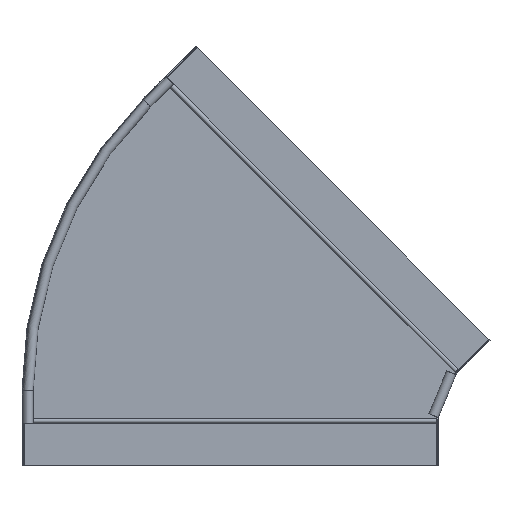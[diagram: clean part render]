
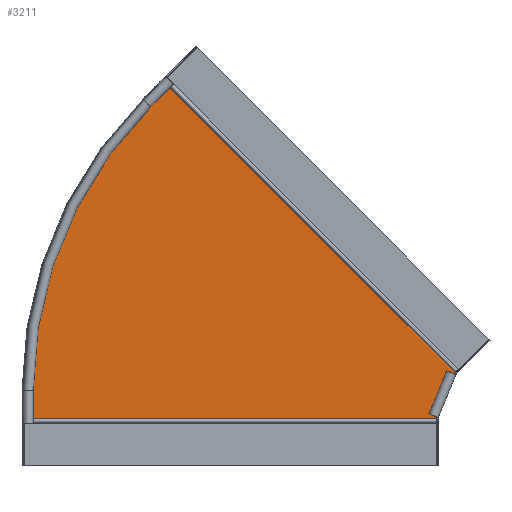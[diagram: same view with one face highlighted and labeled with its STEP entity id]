
A CAD part, top view. The second image highlights one B-rep face of the part: STEP entity #3211.
In plain terms, the highlighted planar face has unit normal (0, 0, 1).
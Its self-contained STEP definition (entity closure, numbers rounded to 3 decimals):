
#2565=DIRECTION('',(0.,-1.,0.));
#2566=VECTOR('',#2565,1.157);
#2567=CARTESIAN_POINT('',(0.,58.485,0.));
#2568=LINE('',#2567,#2566);
#2711=DIRECTION('',(0.383,0.924,0.));
#2712=VECTOR('',#2711,57.822);
#2713=CARTESIAN_POINT('',(0.,58.485,0.));
#2714=LINE('',#2713,#2712);
#2715=CARTESIAN_POINT('',(-1.501,90.4,0.));
#2716=DIRECTION('',(0.,0.,1.));
#2717=DIRECTION('',(-0.707,0.707,0.));
#2718=AXIS2_PLACEMENT_3D('',#2715,#2716,#2717);
#2720=DIRECTION('',(-0.707,-0.707,0.));
#2721=VECTOR('',#2720,33.072);
#2722=CARTESIAN_POINT('',(-329.547,465.217,
0.));
#2723=LINE('',#2722,#2721);
#2724=DIRECTION('',(-0.707,0.707,0.));
#2725=VECTOR('',#2724,498.5);
#2726=CARTESIAN_POINT('',(22.946,112.724,
0.));
#2727=LINE('',#2726,#2725);
#2728=DIRECTION('',(0.707,0.707,0.));
#2729=VECTOR('',#2728,1.157);
#2730=CARTESIAN_POINT('',(22.128,111.906,0.));
#2731=LINE('',#2730,#2729);
#2732=DIRECTION('',(-1.,0.,0.));
#2733=VECTOR('',#2732,498.5);
#2734=CARTESIAN_POINT('',(0.,57.328,0.));
#2735=LINE('',#2734,#2733);
#2763=DIRECTION('',(0.,1.,0.));
#2764=VECTOR('',#2763,33.072);
#2765=CARTESIAN_POINT('',(-498.5,57.328,0.));
#2766=LINE('',#2765,#2764);
#2857=CARTESIAN_POINT('',(22.946,112.724,
0.));
#2859=VERTEX_POINT('',#2857);
#2882=CARTESIAN_POINT('',(22.128,111.906,0.));
#2883=VERTEX_POINT('',#2882);
#2884=CARTESIAN_POINT('',(0.,58.485,0.));
#2885=VERTEX_POINT('',#2884);
#2886=CARTESIAN_POINT('',(-329.547,465.217,
0.));
#2887=CARTESIAN_POINT('',(-352.932,441.832,0.));
#2888=VERTEX_POINT('',#2886);
#2889=VERTEX_POINT('',#2887);
#2890=CARTESIAN_POINT('',(-498.5,90.4,0.));
#2891=VERTEX_POINT('',#2890);
#2892=CARTESIAN_POINT('',(-498.5,57.328,0.));
#2893=VERTEX_POINT('',#2892);
#2894=CARTESIAN_POINT('',(0.,57.328,0.));
#2895=VERTEX_POINT('',#2894);
#3192=CARTESIAN_POINT('',(-1.501,90.4,0.));
#3193=DIRECTION('',(0.,0.,-1.));
#3194=DIRECTION('',(-1.,0.,0.));
#3195=AXIS2_PLACEMENT_3D('',#3192,#3193,#3194);
#3196=PLANE('',#3195);
#3197=ORIENTED_EDGE('',*,*,#2959,.F.);
#3198=ORIENTED_EDGE('',*,*,#2981,.T.);
#3200=ORIENTED_EDGE('',*,*,#3199,.T.);
#3202=ORIENTED_EDGE('',*,*,#3201,.T.);
#3204=ORIENTED_EDGE('',*,*,#3203,.F.);
#3206=ORIENTED_EDGE('',*,*,#3205,.F.);
#3207=ORIENTED_EDGE('',*,*,#3184,.F.);
#3208=ORIENTED_EDGE('',*,*,#3124,.F.);
#3209=EDGE_LOOP('',(#3197,#3198,#3200,#3202,#3204,#3206,#3207,#3208));
#3210=FACE_OUTER_BOUND('',#3209,.F.);
#3211=ADVANCED_FACE('',(#3210),#3196,.F.);
#2719=CIRCLE('',#2718,496.999);
#2959=EDGE_CURVE('',#2885,#2883,#2714,.T.);
#2981=EDGE_CURVE('',#2885,#2895,#2568,.T.);
#3124=EDGE_CURVE('',#2883,#2859,#2731,.T.);
#3184=EDGE_CURVE('',#2859,#2888,#2727,.T.);
#3199=EDGE_CURVE('',#2895,#2893,#2735,.T.);
#3201=EDGE_CURVE('',#2893,#2891,#2766,.T.);
#3203=EDGE_CURVE('',#2889,#2891,#2719,.T.);
#3205=EDGE_CURVE('',#2888,#2889,#2723,.T.);
